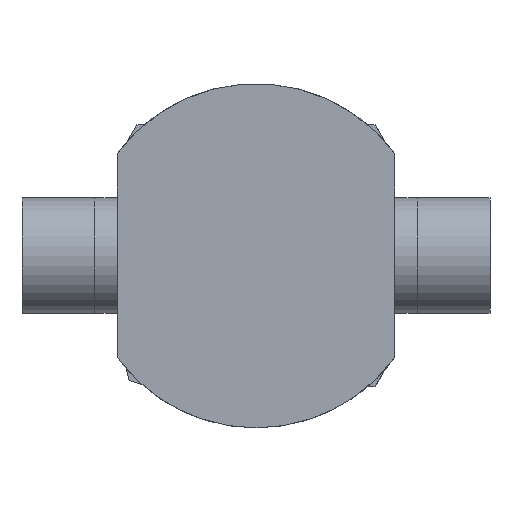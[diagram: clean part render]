
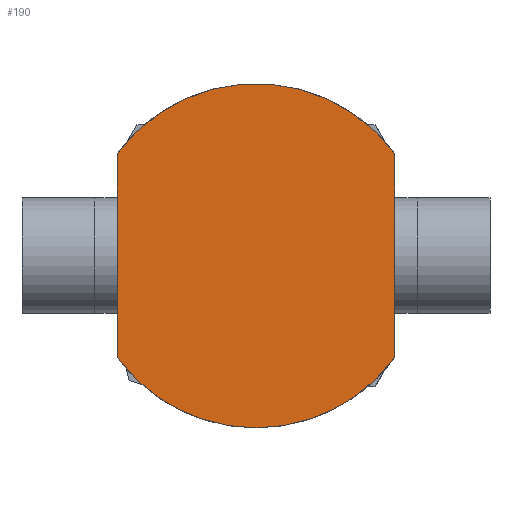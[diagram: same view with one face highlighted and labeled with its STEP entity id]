
A CAD part, front view. The second image highlights one B-rep face of the part: STEP entity #190.
In plain terms, the highlighted planar face has unit normal (0, -1, 0).
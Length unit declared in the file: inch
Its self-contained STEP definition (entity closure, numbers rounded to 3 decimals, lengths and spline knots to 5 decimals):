
#4 = ORIENTED_EDGE ( 'NONE', *, *, #187, .T. ) ;
#64 = CARTESIAN_POINT ( 'NONE',  ( 0., 0., 0. ) ) ;
#84 = DIRECTION ( 'NONE',  ( 0., 0., 1. ) ) ;
#141 = LINE ( 'NONE', #706, #1642 ) ;
#153 = CARTESIAN_POINT ( 'NONE',  ( -1.201, 0., 0.88187 ) ) ;
#187 = EDGE_CURVE ( 'NONE', #325, #1348, #966, .T. ) ;
#190 = ADVANCED_FACE ( 'NONE', ( #532 ), #887, .T. ) ;
#261 = CARTESIAN_POINT ( 'NONE',  ( 0., 0., 0. ) ) ;
#264 = AXIS2_PLACEMENT_3D ( 'NONE', #2073, #1050, #1241 ) ;
#280 = CARTESIAN_POINT ( 'NONE',  ( 0., 0., -1.49 ) ) ;
#325 = VERTEX_POINT ( 'NONE', #351 ) ;
#351 = CARTESIAN_POINT ( 'NONE',  ( 1.201, 0., -0.88187 ) ) ;
#532 = FACE_OUTER_BOUND ( 'NONE', #844, .T. ) ;
#579 = ORIENTED_EDGE ( 'NONE', *, *, #1003, .T. ) ;
#676 = EDGE_CURVE ( 'NONE', #1456, #751, #141, .T. ) ;
#706 = CARTESIAN_POINT ( 'NONE',  ( -1.201, 0., 0. ) ) ;
#738 = ORIENTED_EDGE ( 'NONE', *, *, #997, .T. ) ;
#751 = VERTEX_POINT ( 'NONE', #1974 ) ;
#839 = DIRECTION ( 'NONE',  ( 0., -1., 0. ) ) ;
#844 = EDGE_LOOP ( 'NONE', ( #2026, #738, #4, #579, #1434 ) ) ;
#853 = AXIS2_PLACEMENT_3D ( 'NONE', #1467, #1035, #2288 ) ;
#856 = DIRECTION ( 'NONE',  ( 0., 0., -1. ) ) ;
#858 = DIRECTION ( 'NONE',  ( 0., 0., -1. ) ) ;
#887 = PLANE ( 'NONE',  #1812 ) ;
#966 = LINE ( 'NONE', #1492, #1064 ) ;
#997 = EDGE_CURVE ( 'NONE', #1086, #325, #1800, .T. ) ;
#1003 = EDGE_CURVE ( 'NONE', #1348, #1456, #1391, .T. ) ;
#1035 = DIRECTION ( 'NONE',  ( 0., -1., 0. ) ) ;
#1050 = DIRECTION ( 'NONE',  ( 0., -1., 0. ) ) ;
#1064 = VECTOR ( 'NONE', #84, 39.37008 ) ;
#1086 = VERTEX_POINT ( 'NONE', #280 ) ;
#1241 = DIRECTION ( 'NONE',  ( 0., 0., -1. ) ) ;
#1348 = VERTEX_POINT ( 'NONE', #1739 ) ;
#1391 = CIRCLE ( 'NONE', #264, 1.49 ) ;
#1434 = ORIENTED_EDGE ( 'NONE', *, *, #676, .T. ) ;
#1456 = VERTEX_POINT ( 'NONE', #153 ) ;
#1467 = CARTESIAN_POINT ( 'NONE',  ( 0., 0., 0. ) ) ;
#1492 = CARTESIAN_POINT ( 'NONE',  ( 1.201, 0., 0. ) ) ;
#1597 = EDGE_CURVE ( 'NONE', #751, #1086, #1895, .T. ) ;
#1642 = VECTOR ( 'NONE', #1712, 39.37008 ) ;
#1705 = DIRECTION ( 'NONE',  ( 0., -1., 0. ) ) ;
#1712 = DIRECTION ( 'NONE',  ( 0., 0., -1. ) ) ;
#1739 = CARTESIAN_POINT ( 'NONE',  ( 1.201, 0., 0.88187 ) ) ;
#1800 = CIRCLE ( 'NONE', #853, 1.49 ) ;
#1812 = AXIS2_PLACEMENT_3D ( 'NONE', #64, #1705, #858 ) ;
#1895 = CIRCLE ( 'NONE', #2246, 1.49 ) ;
#1974 = CARTESIAN_POINT ( 'NONE',  ( -1.201, 0., -0.88187 ) ) ;
#2026 = ORIENTED_EDGE ( 'NONE', *, *, #1597, .T. ) ;
#2073 = CARTESIAN_POINT ( 'NONE',  ( 0., 0., 0. ) ) ;
#2246 = AXIS2_PLACEMENT_3D ( 'NONE', #261, #839, #856 ) ;
#2288 = DIRECTION ( 'NONE',  ( 0., 0., -1. ) ) ;
